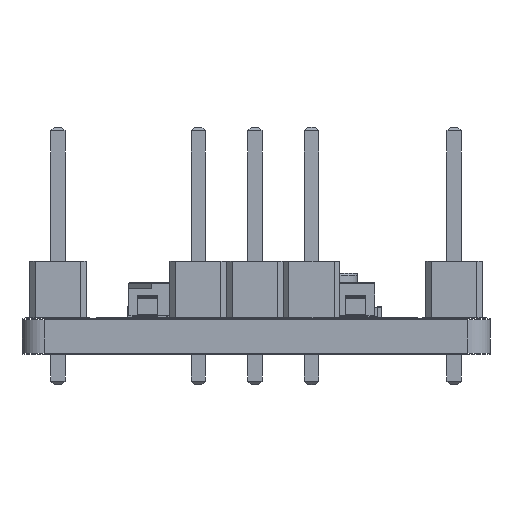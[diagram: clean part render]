
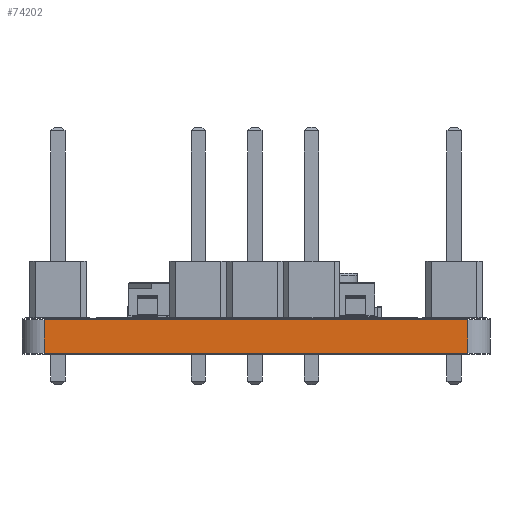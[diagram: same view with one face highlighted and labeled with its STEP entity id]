
A CAD part, front view. The second image highlights one B-rep face of the part: STEP entity #74202.
In plain terms, the highlighted planar face has unit normal (0, -1, 0).
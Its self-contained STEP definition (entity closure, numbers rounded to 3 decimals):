
#72793 = VERTEX_POINT('',#72794);
#72794 = CARTESIAN_POINT('',(72.67,-106.52,0.));
#72801 = EDGE_CURVE('',#72802,#72793,#72804,.T.);
#72802 = VERTEX_POINT('',#72803);
#72803 = CARTESIAN_POINT('',(91.67,-106.52,0.));
#72804 = LINE('',#72805,#72806);
#72805 = CARTESIAN_POINT('',(91.67,-106.52,0.));
#72806 = VECTOR('',#72807,1.);
#72807 = DIRECTION('',(-1.,0.,0.));
#73484 = VERTEX_POINT('',#73485);
#73485 = CARTESIAN_POINT('',(72.67,-106.52,1.51));
#73492 = EDGE_CURVE('',#73493,#73484,#73495,.T.);
#73493 = VERTEX_POINT('',#73494);
#73494 = CARTESIAN_POINT('',(91.67,-106.52,1.51));
#73495 = LINE('',#73496,#73497);
#73496 = CARTESIAN_POINT('',(91.67,-106.52,1.51));
#73497 = VECTOR('',#73498,1.);
#73498 = DIRECTION('',(-1.,0.,0.));
#74174 = EDGE_CURVE('',#72802,#73493,#74175,.T.);
#74175 = LINE('',#74176,#74177);
#74176 = CARTESIAN_POINT('',(91.67,-106.52,0.));
#74177 = VECTOR('',#74178,1.);
#74178 = DIRECTION('',(0.,0.,1.));
#74202 = ADVANCED_FACE('',(#74203),#74214,.T.);
#74203 = FACE_BOUND('',#74204,.T.);
#74204 = EDGE_LOOP('',(#74205,#74206,#74207,#74213));
#74205 = ORIENTED_EDGE('',*,*,#74174,.T.);
#74206 = ORIENTED_EDGE('',*,*,#73492,.T.);
#74207 = ORIENTED_EDGE('',*,*,#74208,.F.);
#74208 = EDGE_CURVE('',#72793,#73484,#74209,.T.);
#74209 = LINE('',#74210,#74211);
#74210 = CARTESIAN_POINT('',(72.67,-106.52,0.));
#74211 = VECTOR('',#74212,1.);
#74212 = DIRECTION('',(0.,0.,1.));
#74213 = ORIENTED_EDGE('',*,*,#72801,.F.);
#74214 = PLANE('',#74215);
#74215 = AXIS2_PLACEMENT_3D('',#74216,#74217,#74218);
#74216 = CARTESIAN_POINT('',(91.67,-106.52,0.));
#74217 = DIRECTION('',(0.,-1.,0.));
#74218 = DIRECTION('',(-1.,0.,0.));
